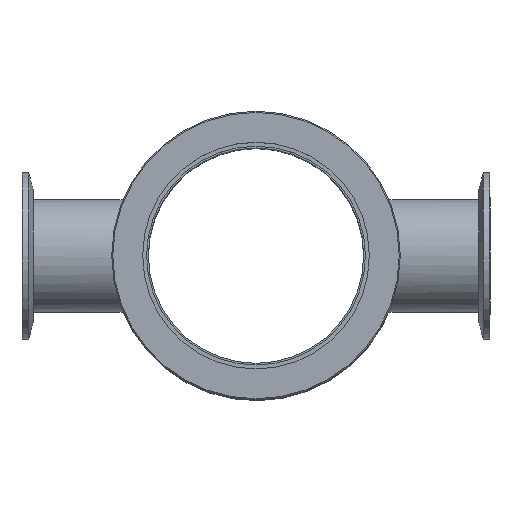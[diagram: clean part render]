
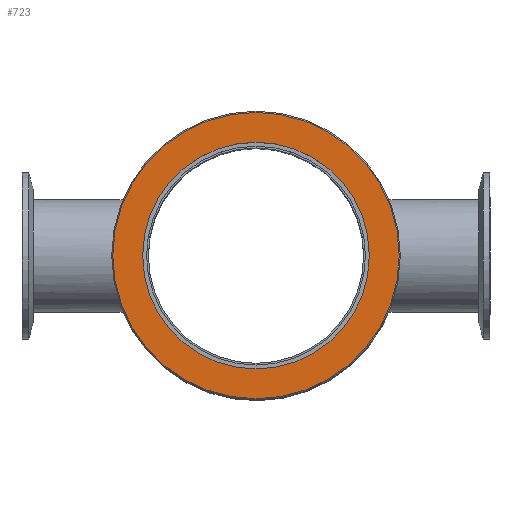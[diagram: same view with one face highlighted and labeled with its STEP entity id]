
A CAD part, top view. The second image highlights one B-rep face of the part: STEP entity #723.
In plain terms, the highlighted face is planar.
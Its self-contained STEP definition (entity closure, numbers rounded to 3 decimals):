
#68=PLANE('',#894);
#83=FACE_BOUND('',#221,.T.);
#119=CIRCLE('',#888,64.5);
#124=CIRCLE('',#895,51.05);
#125=CIRCLE('',#896,51.05);
#174=FACE_OUTER_BOUND('',#220,.T.);
#220=EDGE_LOOP('',(#587));
#221=EDGE_LOOP('',(#588,#589));
#343=VERTEX_POINT('',#1575);
#348=VERTEX_POINT('',#1589);
#349=VERTEX_POINT('',#1590);
#431=EDGE_CURVE('',#343,#343,#119,.T.);
#438=EDGE_CURVE('',#348,#349,#124,.T.);
#439=EDGE_CURVE('',#349,#348,#125,.T.);
#587=ORIENTED_EDGE('',*,*,#431,.F.);
#588=ORIENTED_EDGE('',*,*,#438,.F.);
#589=ORIENTED_EDGE('',*,*,#439,.F.);
#723=ADVANCED_FACE('',(#174,#83),#68,.T.);
#888=AXIS2_PLACEMENT_3D('',#1576,#1060,#1061);
#894=AXIS2_PLACEMENT_3D('',#1588,#1074,#1075);
#895=AXIS2_PLACEMENT_3D('',#1591,#1076,#1077);
#896=AXIS2_PLACEMENT_3D('',#1592,#1078,#1079);
#1060=DIRECTION('center_axis',(-1.,0.,0.));
#1061=DIRECTION('ref_axis',(0.,0.,-1.));
#1074=DIRECTION('center_axis',(1.,0.,0.));
#1075=DIRECTION('ref_axis',(0.,0.,-1.));
#1076=DIRECTION('center_axis',(1.,0.,0.));
#1077=DIRECTION('ref_axis',(0.,0.,-1.));
#1078=DIRECTION('center_axis',(1.,0.,0.));
#1079=DIRECTION('ref_axis',(0.,0.,-1.));
#1575=CARTESIAN_POINT('',(0.,0.,64.5));
#1576=CARTESIAN_POINT('Origin',(0.,0.,0.));
#1588=CARTESIAN_POINT('Origin',(0.,0.,51.05));
#1589=CARTESIAN_POINT('',(0.,0.,51.05));
#1590=CARTESIAN_POINT('',(0.,0.,-51.05));
#1591=CARTESIAN_POINT('Origin',(0.,0.,0.));
#1592=CARTESIAN_POINT('Origin',(0.,0.,0.));
